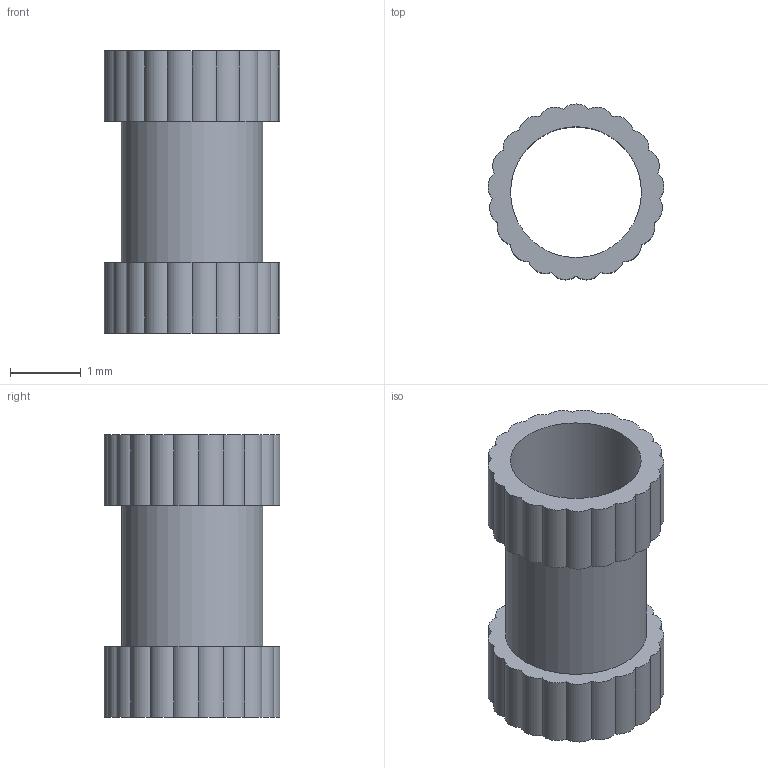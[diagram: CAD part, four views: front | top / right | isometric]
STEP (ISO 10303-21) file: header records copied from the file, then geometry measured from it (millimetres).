
FILE_DESCRIPTION(('FreeCAD Model'),'2;1');
FILE_NAME('Open CASCADE Shape Model','2025-10-20T18:36:03',('FreeCAD'),( 'FreeCAD'),'Open CASCADE STEP processor 7.7','FreeCAD','Unknown');
FILE_SCHEMA(('AUTOMOTIVE_DESIGN { 1 0 10303 214 1 1 1 1 }'));
Length unit declared in the file: millimetre
Products named in the file (1): Open CASCADE STEP translator 7.7 1
Bounding box: 2.49 x 2.49 x 4 mm (x, y, z)
Volume: 5 mm3; surface area: 59.7 mm2
Topology: 1 solids, 1 shells, 48 faces, 214 edges, 170 vertices
Faces by surface type: cylinder 44, plane 4
Full cylindrical faces by diameter (mm): 1.85 x1, 2 x1
Entity records: 2417 total; most frequent: DIRECTION 481, CARTESIAN_POINT 434, ORIENTED_EDGE 428, AXIS2_PLACEMENT_3D 219, EDGE_CURVE 214, VERTEX_POINT 170, CIRCLE 170, FACE_BOUND 52
